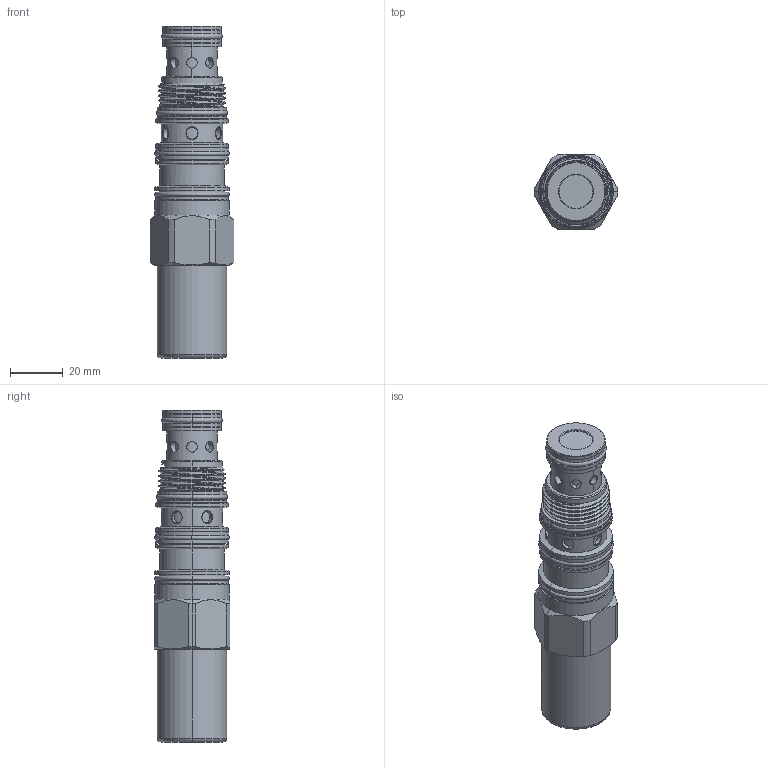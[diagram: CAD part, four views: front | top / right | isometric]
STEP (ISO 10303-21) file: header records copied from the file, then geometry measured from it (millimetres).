
FILE_DESCRIPTION (( 'STEP AP203' ), '1' );
FILE_NAME ('DP22A4M-C.STEP', '2024-05-29T05:26:19', ( '' ), ( '' ), 'SwSTEP 2.0', 'SolidWorks 2018', '' );
FILE_SCHEMA (( 'CONFIG_CONTROL_DESIGN' ));
Length unit declared in the file: millimetre
Products named in the file (1): DP22A4M-C
Bounding box: 31.6 x 28.57 x 125.39 mm (x, y, z)
Volume: 64669.1 mm3; surface area: 14644 mm2
Topology: 1 solids, 1 shells, 275 faces, 620 edges, 386 vertices
Faces by surface type: cylinder 156, cone 52, plane 40, torus 25, bspline 2
Entity records: 10076 total; most frequent: CARTESIAN_POINT 3914, DIRECTION 1316, ORIENTED_EDGE 1240, EDGE_CURVE 620, AXIS2_PLACEMENT_3D 560, VERTEX_POINT 386, EDGE_LOOP 316, CIRCLE 286
